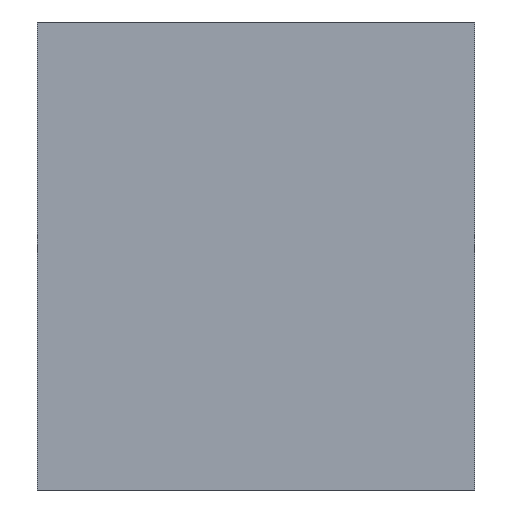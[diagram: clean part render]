
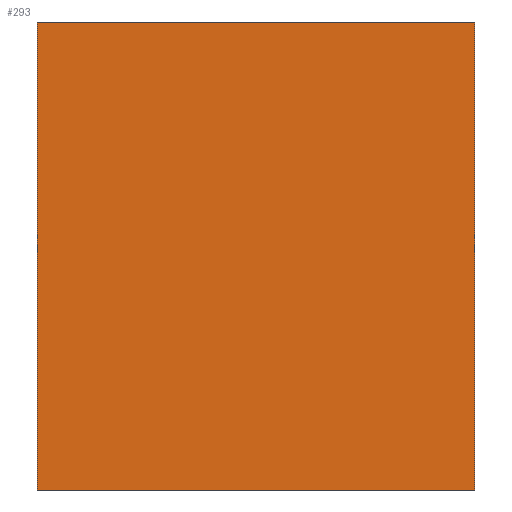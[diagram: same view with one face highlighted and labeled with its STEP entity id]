
A CAD part, left-side view. The second image highlights one B-rep face of the part: STEP entity #293.
In plain terms, the highlighted planar face has unit normal (-1, 0, 0).
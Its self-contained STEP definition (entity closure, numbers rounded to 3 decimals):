
#35=FACE_OUTER_BOUND('',#53,.T.);
#53=EDGE_LOOP('',(#251,#252,#253,#254));
#82=LINE('',#473,#118);
#85=LINE('',#479,#121);
#88=LINE('',#486,#124);
#90=LINE('',#489,#126);
#118=VECTOR('',#393,1.6);
#121=VECTOR('',#398,10.);
#124=VECTOR('',#405,0.711);
#126=VECTOR('',#409,1.6);
#143=VERTEX_POINT('',#466);
#146=VERTEX_POINT('',#471);
#148=VERTEX_POINT('',#477);
#150=VERTEX_POINT('',#485);
#178=EDGE_CURVE('',#146,#143,#82,.T.);
#181=EDGE_CURVE('',#148,#146,#85,.T.);
#184=EDGE_CURVE('',#150,#143,#88,.T.);
#186=EDGE_CURVE('',#150,#148,#90,.T.);
#251=ORIENTED_EDGE('',*,*,#181,.F.);
#252=ORIENTED_EDGE('',*,*,#186,.F.);
#253=ORIENTED_EDGE('',*,*,#184,.T.);
#254=ORIENTED_EDGE('',*,*,#178,.F.);
#275=PLANE('',#336);
#293=ADVANCED_FACE('',(#35),#275,.T.);
#336=AXIS2_PLACEMENT_3D('',#488,#407,#408);
#393=DIRECTION('',(0.,1.,0.));
#398=DIRECTION('',(0.,0.,-1.));
#405=DIRECTION('',(0.,0.,-1.));
#407=DIRECTION('center_axis',(-1.,0.,0.));
#408=DIRECTION('ref_axis',(0.,0.,1.));
#409=DIRECTION('',(0.,-1.,0.));
#466=CARTESIAN_POINT('',(-1.6,0.8,-1.));
#471=CARTESIAN_POINT('',(-1.6,-0.8,-1.));
#473=CARTESIAN_POINT('',(-1.6,-0.8,-1.));
#477=CARTESIAN_POINT('',(-1.6,-0.8,0.711));
#479=CARTESIAN_POINT('',(-1.6,-0.8,0.));
#485=CARTESIAN_POINT('',(-1.6,0.8,0.711));
#486=CARTESIAN_POINT('',(-1.6,0.8,0.711));
#488=CARTESIAN_POINT('Origin',(-1.6,0.8,0.));
#489=CARTESIAN_POINT('',(-1.6,0.8,0.711));
